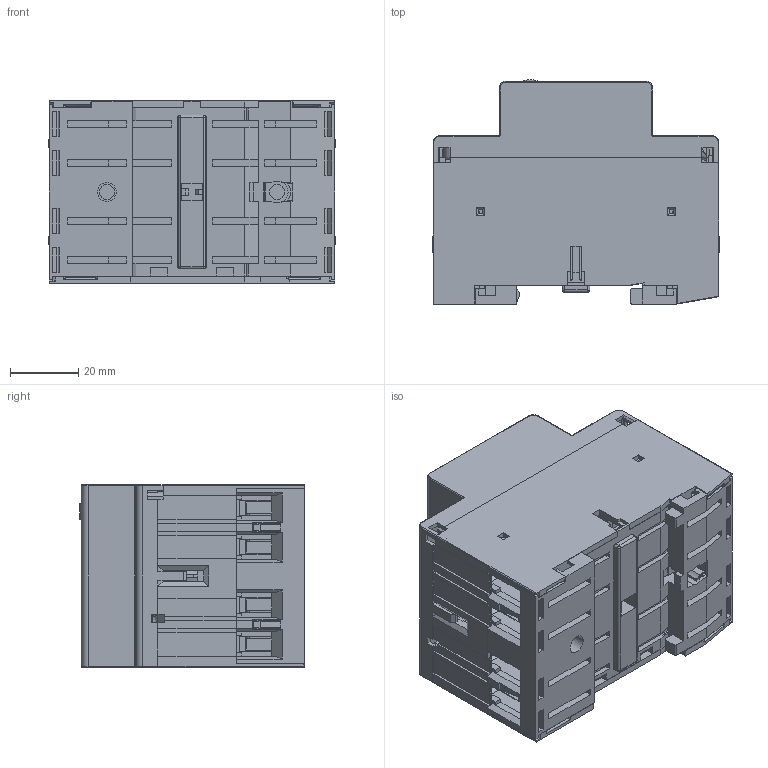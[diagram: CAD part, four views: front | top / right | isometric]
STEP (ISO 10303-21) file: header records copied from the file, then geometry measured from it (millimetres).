
FILE_DESCRIPTION((''),'2;1');
FILE_NAME('002464054_RD_25-40-R-230V_AC-DC_ASM','2021-07-28T',('marketing.praksa'),('Audax d.o.o.'),'CREO PARAMETRIC BY PTC INC, 2017480','CREO PARAMETRIC BY PTC INC, 2017480','');
FILE_SCHEMA(('AUTOMOTIVE_DESIGN { 1 0 10303 214 1 1 1 1 }'));
Products named in the file (12): 89_SCREW_1_1_1_1; ASM01041S_ASM; 64_SCREW_1_1_1_1; AAXA_ASM; 37423094_AF0_55; 37423096_AF0_45; 37423097_AF0_20; 37423467_AF0_14; 37300792_AF1_16; 37300792_AF0_16; PRT9551; 002464054_RD_25-40-R-230V_AC-DC_ASM
Assembly tree (16 placements, depth 3):
  002464054_RD_25-40-R-230V_AC-DC_ASM
    ASM01041S_ASM  x2
      89_SCREW_1_1_1_1
    AAXA_ASM
      64_SCREW_1_1_1_1  x2
    37423094_AF0_55
    37423096_AF0_45
    37423097_AF0_20
    37423467_AF0_14
    37300792_AF1_16
    37300792_AF0_16
    PRT9551
Bounding box: 84.4 x 65.98 x 53.5 mm (x, y, z)
Volume: 73225.2 mm3; surface area: 97971 mm2
Topology: 19 solids, 19 shells, 3463 faces, 9882 edges, 6441 vertices
Faces by surface type: plane 2469, cylinder 717, cone 122, torus 78, bspline 52, sphere 25
Entity records: 150666 total; most frequent: CARTESIAN_POINT 20876, ORIENTED_EDGE 17618, DIRECTION 15962, PRESENTATION_STYLE_ASSIGNMENT 11899, STYLED_ITEM 11899, CURVE_STYLE 8809, EDGE_CURVE 8809, VECTOR 7110
